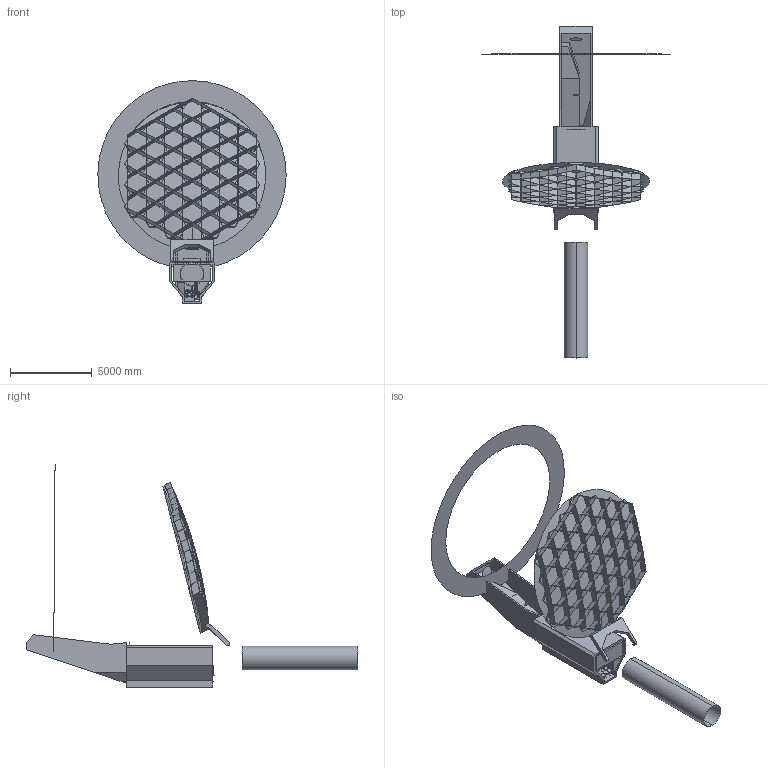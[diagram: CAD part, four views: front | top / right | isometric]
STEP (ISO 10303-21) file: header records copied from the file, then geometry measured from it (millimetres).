
FILE_DESCRIPTION (( 'STEP AP214' ), '1' );
FILE_NAME ('OSTwithFIPprelimupdate_misc-im_170608.STEP', '2017-06-13T15:02:40', ( '' ), ( '' ), 'SwSTEP 2.0', 'SolidWorks 2014', '' );
FILE_SCHEMA (( 'AUTOMOTIVE_DESIGN' ));
Length unit declared in the file: inch
Products named in the file (247): PRODUCT-NAME_34_1; PRODUCT-NAME_44_1; OST_FIP_OPTICAL_LAYOUT_AS-77223_ASM_1; LINEAR_RAIL__1; INSTRUM_HI_1; MIRROR_WING__X3_A10_4_1; PRODUCT-NAME_37_1; MOUNT_BRACKET__1; MIRRORS_FIXED_CENTER_A10_1_1; HWP_BEARING_1; MIRROR_WING_-X1_A10_6_1; POM_BRACKET_1_1; FIP_INSTRUMENT_FRAME_1; MIRROR_WING__X1_A10_5_1; PRODUCT-NAME_35_1; MIRROR_WING_-X3_A10_1_1; MIRROR_BOX_A10_1; origin-misc_imager_20170608; MIRROR_WING__X1_A10_7_1; PRODUCT-NAME_30_1; MIRROR_WING__X2_A10_1_1; PRODUCT-NAME_31_1; DETECTOR_MOUNT_1; POM_BRACKET_2_1; PT_F2_DT_ELEMENT_HOUSING_1; PRODUCT-NAME_47_1; MIRRORS_FIXED_CENTER_A10_2_1; origin_misc_imslicer_M_170608; MIRROR_WING__X1_A10_4_1; MIRROR_2_VERTICAL_MOUNT_1_1; MIRROR_WING__X3_A10_5_1; origin_misc_imslicer_L_170608; HWP_MECHANISM_ASSY_ASM_1; MIRROR_WING_-X2_A10_2_1; MIRROR_WING__X1_A10_3_1; MIRROR_WING_-X2_A10_1_1; MIRROR_WING_-X1_A10_ASM_1; MIRROR_WING_-X1_A10_3_1; MIRROR_WING_-X3_A10_2_1; MIRROR_WING_-X2_A10_5_1 ...
Assembly tree (136 placements, depth 5):
  PRODUCT-NAME_34_1
  LINEAR_RAIL__1
  MIRROR_WING__X3_A10_4_1
  MOUNT_BRACKET__1
  MIRRORS_FIXED_CENTER_A10_1_1
Bounding box: 11545.64 x 20357.55 x 13648.58 mm (x, y, z)
Volume: 33655471154.7 mm3; surface area: 753155029.8 mm2
Topology: 112 solids, 1593 shells, 5027 faces, 13614 edges, 10288 vertices
Faces by surface type: plane 3199, sphere 707, bspline 657, cylinder 444, torus 20
Entity records: 304138 total; most frequent: CARTESIAN_POINT 175364, ORIENTED_EDGE 17428, DIRECTION 15569, EDGE_CURVE 10139, VERTEX_POINT 7536, VECTOR 6121, LINE 6121, AXIS2_PLACEMENT_3D 4724
